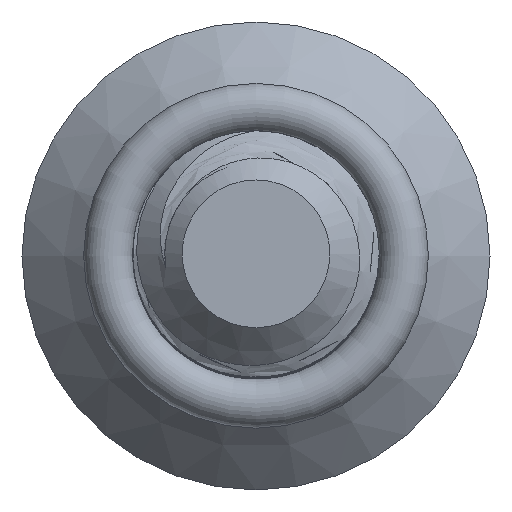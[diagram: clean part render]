
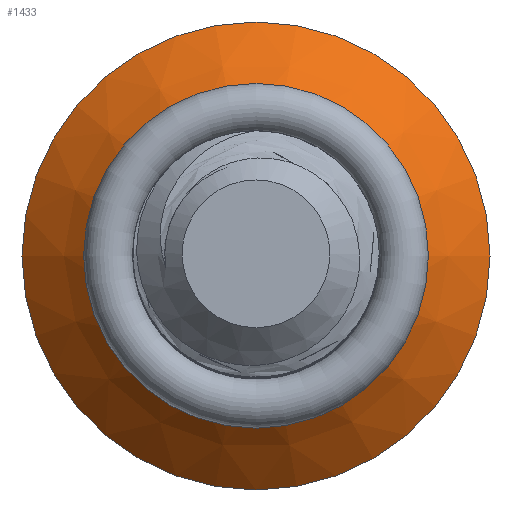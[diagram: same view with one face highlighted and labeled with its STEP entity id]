
A CAD part, top view. The second image highlights one B-rep face of the part: STEP entity #1433.
In plain terms, the highlighted conical face has half-angle 45 degrees and reference radius 1.9 mm.
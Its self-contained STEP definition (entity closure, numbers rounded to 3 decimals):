
#39=CONICAL_SURFACE('',#1541,1.9,0.785);
#187=LINE('',#5417,#287);
#287=VECTOR('',#1761,1.9);
#445=FACE_OUTER_BOUND('',#523,.T.);
#523=EDGE_LOOP('',(#1156,#1157,#1158,#1159,#1160));
#562=CIRCLE('',#1536,1.221);
#563=CIRCLE('',#1537,1.221);
#566=CIRCLE('',#1542,1.9);
#676=VERTEX_POINT('',#5400);
#677=VERTEX_POINT('',#5402);
#682=VERTEX_POINT('',#5415);
#875=EDGE_CURVE('',#677,#676,#562,.T.);
#876=EDGE_CURVE('',#676,#677,#563,.T.);
#881=EDGE_CURVE('',#682,#682,#566,.T.);
#882=EDGE_CURVE('',#682,#677,#187,.T.);
#1156=ORIENTED_EDGE('',*,*,#881,.F.);
#1157=ORIENTED_EDGE('',*,*,#882,.T.);
#1158=ORIENTED_EDGE('',*,*,#875,.T.);
#1159=ORIENTED_EDGE('',*,*,#876,.T.);
#1160=ORIENTED_EDGE('',*,*,#882,.F.);
#1433=ADVANCED_FACE('',(#445),#39,.T.);
#1536=AXIS2_PLACEMENT_3D('',#5403,#1745,#1746);
#1537=AXIS2_PLACEMENT_3D('',#5404,#1747,#1748);
#1541=AXIS2_PLACEMENT_3D('',#5414,#1757,#1758);
#1542=AXIS2_PLACEMENT_3D('',#5416,#1759,#1760);
#1745=DIRECTION('center_axis',(0.,0.,-1.));
#1746=DIRECTION('ref_axis',(1.,0.,0.));
#1747=DIRECTION('center_axis',(0.,0.,-1.));
#1748=DIRECTION('ref_axis',(1.,0.,0.));
#1757=DIRECTION('center_axis',(0.,0.,-1.));
#1758=DIRECTION('ref_axis',(-1.,0.,0.));
#1759=DIRECTION('center_axis',(0.,0.,-1.));
#1760=DIRECTION('ref_axis',(-1.,0.,0.));
#1761=DIRECTION('',(-0.707,0.,0.707));
#5400=CARTESIAN_POINT('',(-1.221,0.,-4.321));
#5402=CARTESIAN_POINT('',(1.221,0.,-4.321));
#5403=CARTESIAN_POINT('Origin',(0.,0.,-4.321));
#5404=CARTESIAN_POINT('Origin',(0.,0.,-4.321));
#5414=CARTESIAN_POINT('Origin',(0.,0.,-5.));
#5415=CARTESIAN_POINT('',(1.9,0.,-5.));
#5416=CARTESIAN_POINT('Origin',(0.,0.,-5.));
#5417=CARTESIAN_POINT('',(1.9,0.,-5.));
